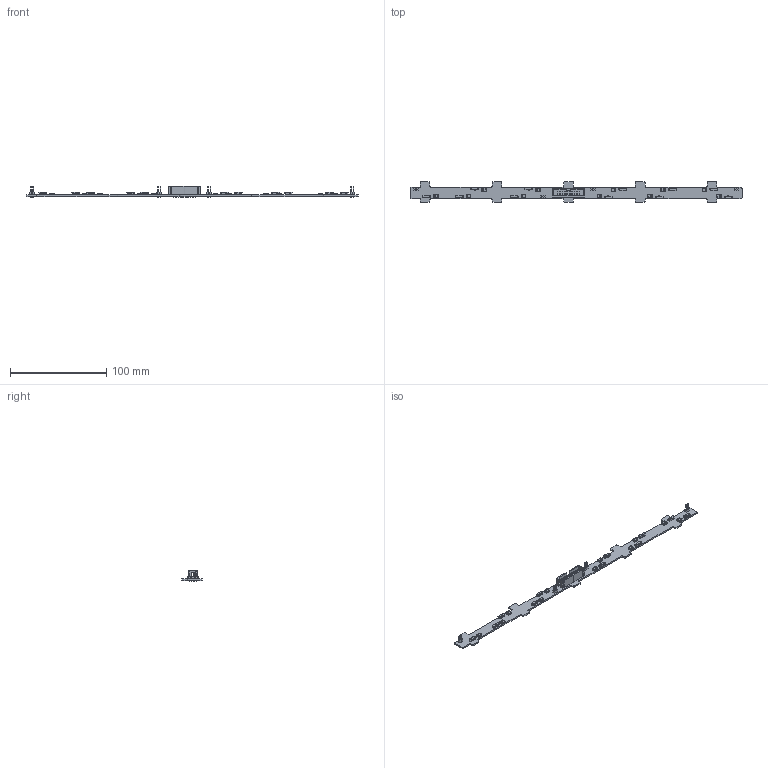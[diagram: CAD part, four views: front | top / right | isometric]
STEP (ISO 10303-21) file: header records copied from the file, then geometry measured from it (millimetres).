
FILE_DESCRIPTION(('KiCad electronic assembly'),'2;1');
FILE_NAME('ams_measurement.step','2023-11-03T00:12:32',('Pcbnew'),( 'Kicad'),'Open CASCADE STEP processor 7.7','KiCad to STEP converter' ,'Unknown');
FILE_SCHEMA(('AUTOMOTIVE_DESIGN { 1 0 10303 214 1 1 1 1 }'));
Length unit declared in the file: millimetre
Products named in the file (10): ams_measurement 1; 2065-100_998-403; SOLID; PinHeader_1x02_P2.54mm_Vertical; 1812L050_60MR-A; COMPOUND; IDC-Header_2x10_P2.54mm_Vertical; ams_measurement_A PCB
Assembly tree (32 placements, depth 3):
  ams_measurement 1
    2065-100_998-403  x11
      SOLID
    PinHeader_1x02_P2.54mm_Vertical  x4
      SOLID
    1812L050_60MR-A  x11
      COMPOUND
    IDC-Header_2x10_P2.54mm_Vertical
      SOLID
    ams_measurement_A PCB
Bounding box: 345 x 21.5 x 12.1 mm (x, y, z)
Volume: 9224 mm3; surface area: 16320.9 mm2
Topology: 94 solids, 94 shells, 3535 faces, 9803 edges, 6437 vertices
Faces by surface type: plane 2651, cylinder 884
Full cylindrical faces by diameter (mm): 1 x34
Entity records: 76040 total; most frequent: CARTESIAN_POINT 13465, DIRECTION 11069, LINE 8165, VECTOR 8165, ORIENTED_EDGE 5814, PCURVE 5814, DEFINITIONAL_REPRESENTATION 5814, EDGE_CURVE 2907
